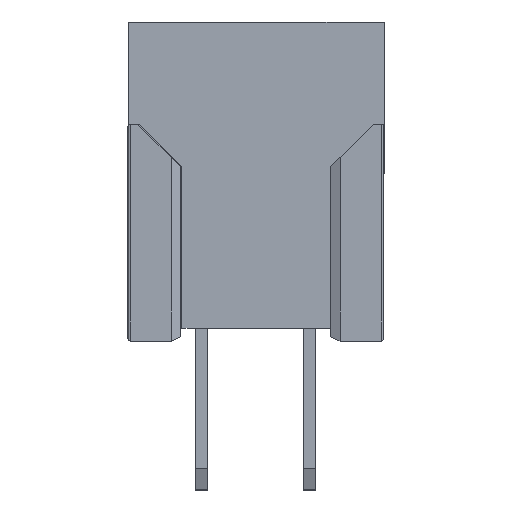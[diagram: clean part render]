
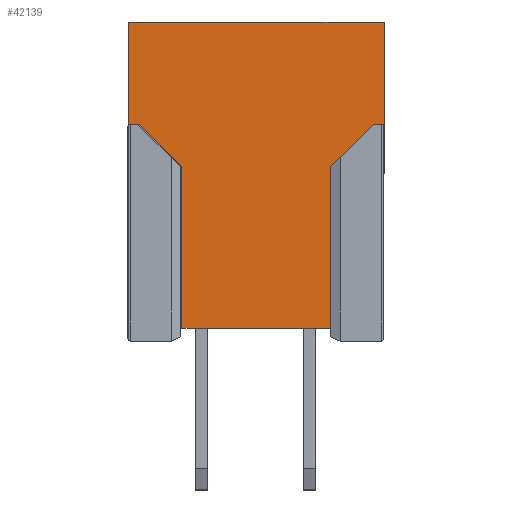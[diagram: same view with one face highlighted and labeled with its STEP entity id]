
A CAD part, left-side view. The second image highlights one B-rep face of the part: STEP entity #42139.
In plain terms, the highlighted face is planar.
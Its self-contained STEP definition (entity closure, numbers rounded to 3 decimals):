
#292 = CARTESIAN_POINT ( 'NONE',  ( 18.795, 3., 0. ) ) ;
#431 = LINE ( 'NONE', #24537, #47532 ) ;
#464 = DIRECTION ( 'NONE',  ( 0., 0., -1. ) ) ;
#495 = DIRECTION ( 'NONE',  ( 0., 0., -1. ) ) ;
#889 = CARTESIAN_POINT ( 'NONE',  ( 18.795, -3., 2.4 ) ) ;
#1580 = VERTEX_POINT ( 'NONE', #3917 ) ;
#1583 = CARTESIAN_POINT ( 'NONE',  ( 18.795, 1.75, 3.398 ) ) ;
#2440 = CARTESIAN_POINT ( 'NONE',  ( 18.795, -1.75, 3.398 ) ) ;
#2648 = EDGE_CURVE ( 'NONE', #16313, #18476, #431, .T. ) ;
#2747 = VECTOR ( 'NONE', #43697, 1000. ) ;
#2834 = LINE ( 'NONE', #22890, #32531 ) ;
#3812 = VECTOR ( 'NONE', #21702, 1000. ) ;
#3917 = CARTESIAN_POINT ( 'NONE',  ( 18.795, -2.75, 2.4 ) ) ;
#4292 = DIRECTION ( 'NONE',  ( -1., 0., 0. ) ) ;
#5236 = EDGE_CURVE ( 'NONE', #16313, #1580, #35864, .T. ) ;
#6126 = LINE ( 'NONE', #8559, #44397 ) ;
#6534 = VERTEX_POINT ( 'NONE', #1583 ) ;
#6989 = CARTESIAN_POINT ( 'NONE',  ( 18.795, 3., 0. ) ) ;
#7466 = VECTOR ( 'NONE', #34595, 1000. ) ;
#7910 = EDGE_CURVE ( 'NONE', #36899, #6534, #32301, .T. ) ;
#8139 = EDGE_CURVE ( 'NONE', #18476, #28431, #6126, .T. ) ;
#8559 = CARTESIAN_POINT ( 'NONE',  ( 18.795, 3., 7.2 ) ) ;
#8693 = CARTESIAN_POINT ( 'NONE',  ( 18.795, -1.75, 3.398 ) ) ;
#10258 = VERTEX_POINT ( 'NONE', #15191 ) ;
#10366 = EDGE_CURVE ( 'NONE', #23396, #1580, #38814, .T. ) ;
#10434 = VECTOR ( 'NONE', #27006, 1000. ) ;
#10457 = EDGE_CURVE ( 'NONE', #36899, #10258, #30688, .T. ) ;
#11451 = AXIS2_PLACEMENT_3D ( 'NONE', #22865, #4292, #30269 ) ;
#11794 = CARTESIAN_POINT ( 'NONE',  ( 18.795, -3., 2.4 ) ) ;
#13627 = EDGE_CURVE ( 'NONE', #23396, #24502, #2834, .T. ) ;
#15191 = CARTESIAN_POINT ( 'NONE',  ( 18.795, 3., 2.4 ) ) ;
#16150 = EDGE_CURVE ( 'NONE', #10258, #35033, #16916, .T. ) ;
#16313 = VERTEX_POINT ( 'NONE', #2440 ) ;
#16916 = LINE ( 'NONE', #44984, #35433 ) ;
#17313 = EDGE_LOOP ( 'NONE', ( #38023, #25680, #24451, #26236, #17705, #18295, #22029, #46624, #23790, #18185 ) ) ;
#17485 = CARTESIAN_POINT ( 'NONE',  ( 18.795, -3., 0. ) ) ;
#17705 = ORIENTED_EDGE ( 'NONE', *, *, #2648, .F. ) ;
#18149 = CARTESIAN_POINT ( 'NONE',  ( 18.795, 1.75, 3.398 ) ) ;
#18185 = ORIENTED_EDGE ( 'NONE', *, *, #16150, .F. ) ;
#18295 = ORIENTED_EDGE ( 'NONE', *, *, #5236, .T. ) ;
#18476 = VERTEX_POINT ( 'NONE', #27508 ) ;
#18646 = VECTOR ( 'NONE', #32947, 1000. ) ;
#21702 = DIRECTION ( 'NONE',  ( 0., -0.708, 0.706 ) ) ;
#22029 = ORIENTED_EDGE ( 'NONE', *, *, #10366, .F. ) ;
#22865 = CARTESIAN_POINT ( 'NONE',  ( 18.795, 3., 7.2 ) ) ;
#22890 = CARTESIAN_POINT ( 'NONE',  ( 18.795, -3., 7.2 ) ) ;
#23396 = VERTEX_POINT ( 'NONE', #11794 ) ;
#23790 = ORIENTED_EDGE ( 'NONE', *, *, #43872, .T. ) ;
#24451 = ORIENTED_EDGE ( 'NONE', *, *, #44392, .F. ) ;
#24502 = VERTEX_POINT ( 'NONE', #17485 ) ;
#24537 = CARTESIAN_POINT ( 'NONE',  ( 18.795, -1.75, 7.2 ) ) ;
#25680 = ORIENTED_EDGE ( 'NONE', *, *, #7910, .T. ) ;
#26236 = ORIENTED_EDGE ( 'NONE', *, *, #8139, .F. ) ;
#27006 = DIRECTION ( 'NONE',  ( 0., 1., 0. ) ) ;
#27508 = CARTESIAN_POINT ( 'NONE',  ( 18.795, -1.75, 7.2 ) ) ;
#28431 = VERTEX_POINT ( 'NONE', #42020 ) ;
#29509 = VECTOR ( 'NONE', #31173, 1000. ) ;
#30269 = DIRECTION ( 'NONE',  ( 0., 0., 1. ) ) ;
#30688 = LINE ( 'NONE', #45741, #29509 ) ;
#31173 = DIRECTION ( 'NONE',  ( 0., 1., 0. ) ) ;
#32301 = LINE ( 'NONE', #18149, #3812 ) ;
#32443 = LINE ( 'NONE', #39990, #2747 ) ;
#32531 = VECTOR ( 'NONE', #495, 1000. ) ;
#32947 = DIRECTION ( 'NONE',  ( 0., 1., 0. ) ) ;
#32984 = CARTESIAN_POINT ( 'NONE',  ( 18.795, 2.75, 2.4 ) ) ;
#34454 = DIRECTION ( 'NONE',  ( 0., 1., 0. ) ) ;
#34595 = DIRECTION ( 'NONE',  ( 0., -0.708, -0.706 ) ) ;
#35033 = VERTEX_POINT ( 'NONE', #292 ) ;
#35433 = VECTOR ( 'NONE', #464, 1000. ) ;
#35679 = DIRECTION ( 'NONE',  ( 0., 0., 1. ) ) ;
#35864 = LINE ( 'NONE', #8693, #7466 ) ;
#36899 = VERTEX_POINT ( 'NONE', #32984 ) ;
#38023 = ORIENTED_EDGE ( 'NONE', *, *, #10457, .F. ) ;
#38411 = FACE_OUTER_BOUND ( 'NONE', #17313, .T. ) ;
#38814 = LINE ( 'NONE', #889, #10434 ) ;
#39488 = LINE ( 'NONE', #6989, #18646 ) ;
#39990 = CARTESIAN_POINT ( 'NONE',  ( 18.795, 1.75, 7.2 ) ) ;
#42020 = CARTESIAN_POINT ( 'NONE',  ( 18.795, 1.75, 7.2 ) ) ;
#42139 = ADVANCED_FACE ( 'NONE', ( #38411 ), #44986, .F. ) ;
#43697 = DIRECTION ( 'NONE',  ( 0., 0., -1. ) ) ;
#43872 = EDGE_CURVE ( 'NONE', #24502, #35033, #39488, .T. ) ;
#44392 = EDGE_CURVE ( 'NONE', #28431, #6534, #32443, .T. ) ;
#44397 = VECTOR ( 'NONE', #34454, 1000. ) ;
#44984 = CARTESIAN_POINT ( 'NONE',  ( 18.795, 3., 7.2 ) ) ;
#44986 = PLANE ( 'NONE',  #11451 ) ;
#45741 = CARTESIAN_POINT ( 'NONE',  ( 18.795, 1.75, 2.4 ) ) ;
#46624 = ORIENTED_EDGE ( 'NONE', *, *, #13627, .T. ) ;
#47532 = VECTOR ( 'NONE', #35679, 1000. ) ;
